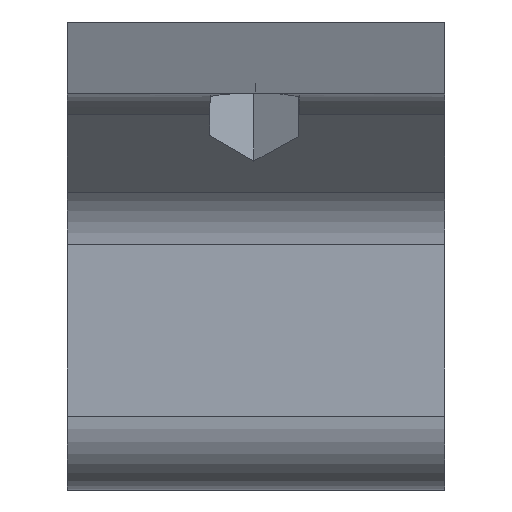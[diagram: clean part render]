
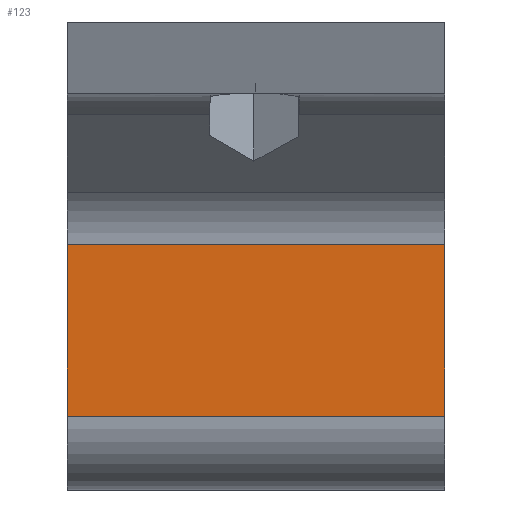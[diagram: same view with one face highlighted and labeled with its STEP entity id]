
A CAD part, left-side view. The second image highlights one B-rep face of the part: STEP entity #123.
In plain terms, the highlighted planar face has unit normal (-1, 0, -0.022).
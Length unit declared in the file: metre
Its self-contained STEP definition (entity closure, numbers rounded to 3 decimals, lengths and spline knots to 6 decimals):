
#123 = ADVANCED_FACE( '', ( #254 ), #255, .F. );
#254 = FACE_OUTER_BOUND( '', #390, .T. );
#255 = PLANE( '', #391 );
#390 = EDGE_LOOP( '', ( #723, #724, #725, #726 ) );
#391 = AXIS2_PLACEMENT_3D( '', #727, #728, #729 );
#723 = ORIENTED_EDGE( '', *, *, #912, .F. );
#724 = ORIENTED_EDGE( '', *, *, #948, .T. );
#725 = ORIENTED_EDGE( '', *, *, #933, .T. );
#726 = ORIENTED_EDGE( '', *, *, #958, .T. );
#727 = CARTESIAN_POINT( '', ( -0.030958, -0.0322, -0.017882 ) );
#728 = DIRECTION( '', ( 1., 0., 0.022 ) );
#729 = DIRECTION( '', ( 0.022, 0., -1. ) );
#912 = EDGE_CURVE( '', #1124, #1126, #1127, .T. );
#933 = EDGE_CURVE( '', #1159, #1157, #1160, .T. );
#948 = EDGE_CURVE( '', #1124, #1159, #1180, .F. );
#958 = EDGE_CURVE( '', #1157, #1126, #1191, .F. );
#1124 = VERTEX_POINT( '', #1414 );
#1126 = VERTEX_POINT( '', #1416 );
#1127 = LINE( '', #1417, #1418 );
#1157 = VERTEX_POINT( '', #1461 );
#1159 = VERTEX_POINT( '', #1463 );
#1160 = LINE( '', #1464, #1465 );
#1180 = LINE( '', #1493, #1494 );
#1191 = LINE( '', #1509, #1510 );
#1414 = CARTESIAN_POINT( '', ( -0.031027, -0.0322, -0.014735 ) );
#1416 = CARTESIAN_POINT( '', ( -0.030777, -0.0322, -0.026072 ) );
#1417 = CARTESIAN_POINT( '', ( -0.030958, -0.0322, -0.017882 ) );
#1418 = VECTOR( '', #1642, 1. );
#1461 = CARTESIAN_POINT( '', ( -0.030777, -0.0072, -0.026072 ) );
#1463 = CARTESIAN_POINT( '', ( -0.031027, -0.0072, -0.014735 ) );
#1464 = CARTESIAN_POINT( '', ( -0.030958, -0.0072, -0.017882 ) );
#1465 = VECTOR( '', #1662, 1. );
#1493 = CARTESIAN_POINT( '', ( -0.031027, -0.0072, -0.014735 ) );
#1494 = VECTOR( '', #1683, 1. );
#1509 = CARTESIAN_POINT( '', ( -0.030777, -0.0322, -0.026072 ) );
#1510 = VECTOR( '', #1691, 1. );
#1642 = DIRECTION( '', ( 0.022, 0., -1. ) );
#1662 = DIRECTION( '', ( 0.022, 0., -1. ) );
#1683 = DIRECTION( '', ( 0., -1., 0. ) );
#1691 = DIRECTION( '', ( 0., 1., 0. ) );
